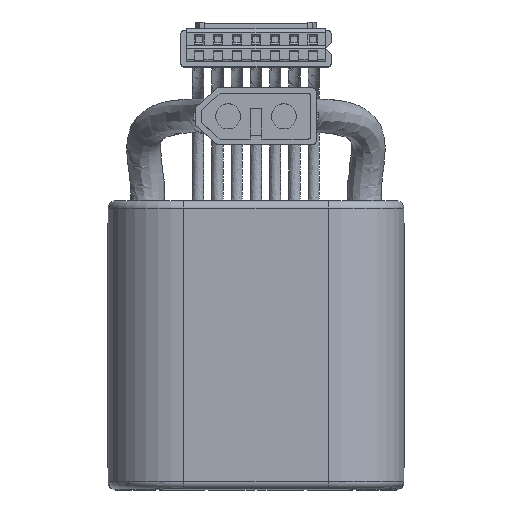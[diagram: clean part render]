
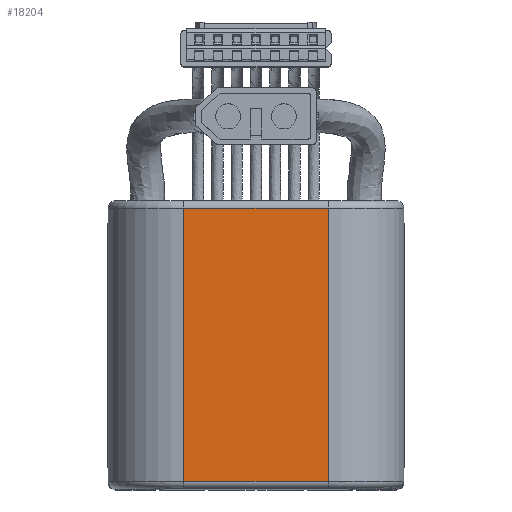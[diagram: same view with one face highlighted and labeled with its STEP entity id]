
A CAD part, top view. The second image highlights one B-rep face of the part: STEP entity #18204.
In plain terms, the highlighted planar face has unit normal (0, 0, 1).
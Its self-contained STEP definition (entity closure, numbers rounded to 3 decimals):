
#1353=PLANE('',#18991);
#2299=FACE_OUTER_BOUND('',#3309,.T.);
#3309=EDGE_LOOP('',(#16935,#16936,#16937,#16938));
#5097=LINE('',#37406,#6892);
#5098=LINE('',#37419,#6893);
#5099=LINE('',#37426,#6894);
#5100=LINE('',#37428,#6895);
#6892=VECTOR('',#22274,10.);
#6893=VECTOR('',#22295,10.);
#6894=VECTOR('',#22308,10.);
#6895=VECTOR('',#22311,10.);
#8225=VERTEX_POINT('',#28545);
#8247=VERTEX_POINT('',#28629);
#9242=VERTEX_POINT('',#37413);
#9243=VERTEX_POINT('',#37417);
#11804=EDGE_CURVE('',#8247,#8225,#5097,.T.);
#11809=EDGE_CURVE('',#9243,#9242,#5098,.T.);
#11812=EDGE_CURVE('',#9242,#8247,#5099,.T.);
#11813=EDGE_CURVE('',#8225,#9243,#5100,.T.);
#16935=ORIENTED_EDGE('',*,*,#11809,.F.);
#16936=ORIENTED_EDGE('',*,*,#11813,.F.);
#16937=ORIENTED_EDGE('',*,*,#11804,.F.);
#16938=ORIENTED_EDGE('',*,*,#11812,.F.);
#18204=ADVANCED_FACE('',(#2299),#1353,.T.);
#18991=AXIS2_PLACEMENT_3D('',#37427,#22309,#22310);
#22274=DIRECTION('',(-1.,0.,0.));
#22295=DIRECTION('',(1.,0.,0.));
#22308=DIRECTION('',(0.,-1.,0.));
#22309=DIRECTION('center_axis',(0.,0.,1.));
#22310=DIRECTION('ref_axis',(1.,0.,0.));
#22311=DIRECTION('',(0.,1.,0.));
#28545=CARTESIAN_POINT('',(-9.5,1.,39.));
#28629=CARTESIAN_POINT('',(9.5,1.,39.));
#37406=CARTESIAN_POINT('',(-9.75,1.,39.));
#37413=CARTESIAN_POINT('',(9.5,37.,39.));
#37417=CARTESIAN_POINT('',(-9.5,37.,39.));
#37419=CARTESIAN_POINT('',(-9.75,37.,39.));
#37426=CARTESIAN_POINT('',(9.5,0.,39.));
#37427=CARTESIAN_POINT('Origin',(-19.5,0.,39.));
#37428=CARTESIAN_POINT('',(-9.5,0.,39.));
